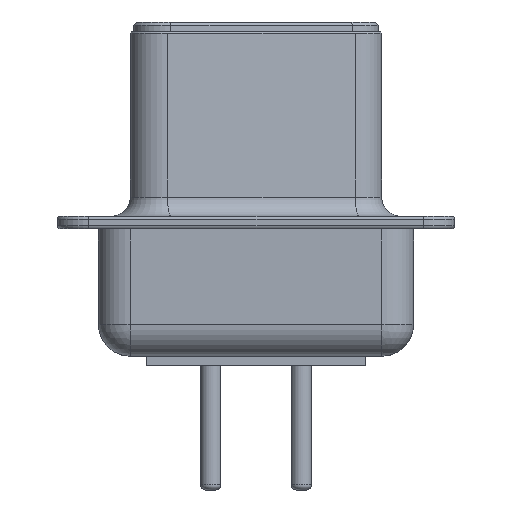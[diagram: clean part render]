
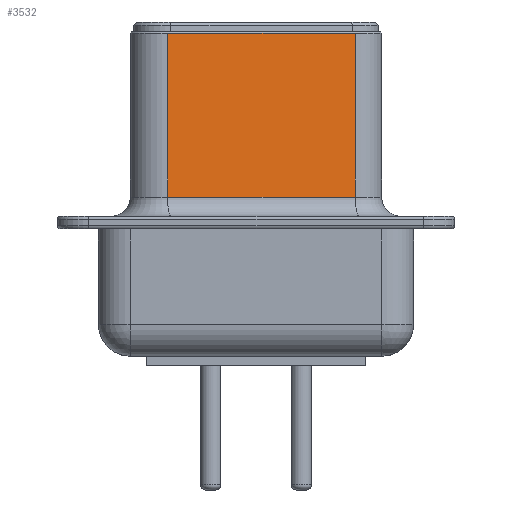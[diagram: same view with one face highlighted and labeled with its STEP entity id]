
A CAD part, left-side view. The second image highlights one B-rep face of the part: STEP entity #3532.
In plain terms, the highlighted planar face has unit normal (-0.985, -0.173, 0).
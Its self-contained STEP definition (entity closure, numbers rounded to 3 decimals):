
#3333 = VERTEX_POINT('',#3334);
#3334 = CARTESIAN_POINT('',(-34.53,-4.543,5.3));
#3343 = VERTEX_POINT('',#3344);
#3344 = CARTESIAN_POINT('',(-35.564,1.357,5.3));
#3351 = EDGE_CURVE('',#3333,#3343,#3352,.T.);
#3352 = LINE('',#3353,#3354);
#3353 = CARTESIAN_POINT('',(-34.53,-4.543,5.3));
#3354 = VECTOR('',#3355,1.);
#3355 = DIRECTION('',(-0.173,0.985,0.));
#3532 = ADVANCED_FACE('',(#3533),#3558,.T.);
#3533 = FACE_BOUND('',#3534,.T.);
#3534 = EDGE_LOOP('',(#3535,#3543,#3551,#3557));
#3535 = ORIENTED_EDGE('',*,*,#3536,.T.);
#3536 = EDGE_CURVE('',#3333,#3537,#3539,.T.);
#3537 = VERTEX_POINT('',#3538);
#3538 = CARTESIAN_POINT('',(-34.53,-4.543,10.45));
#3539 = LINE('',#3540,#3541);
#3540 = CARTESIAN_POINT('',(-34.53,-4.543,4.7));
#3541 = VECTOR('',#3542,1.);
#3542 = DIRECTION('',(0.,0.,1.));
#3543 = ORIENTED_EDGE('',*,*,#3544,.F.);
#3544 = EDGE_CURVE('',#3545,#3537,#3547,.T.);
#3545 = VERTEX_POINT('',#3546);
#3546 = CARTESIAN_POINT('',(-35.564,1.357,10.45));
#3547 = LINE('',#3548,#3549);
#3548 = CARTESIAN_POINT('',(-35.564,1.357,10.45));
#3549 = VECTOR('',#3550,1.);
#3550 = DIRECTION('',(0.173,-0.985,0.));
#3551 = ORIENTED_EDGE('',*,*,#3552,.F.);
#3552 = EDGE_CURVE('',#3343,#3545,#3553,.T.);
#3553 = LINE('',#3554,#3555);
#3554 = CARTESIAN_POINT('',(-35.564,1.357,4.7));
#3555 = VECTOR('',#3556,1.);
#3556 = DIRECTION('',(0.,0.,1.));
#3557 = ORIENTED_EDGE('',*,*,#3351,.F.);
#3558 = PLANE('',#3559);
#3559 = AXIS2_PLACEMENT_3D('',#3560,#3561,#3562);
#3560 = CARTESIAN_POINT('',(-34.385,-5.37,4.7));
#3561 = DIRECTION('',(-0.985,-0.173,0.));
#3562 = DIRECTION('',(-0.173,0.985,0.));
